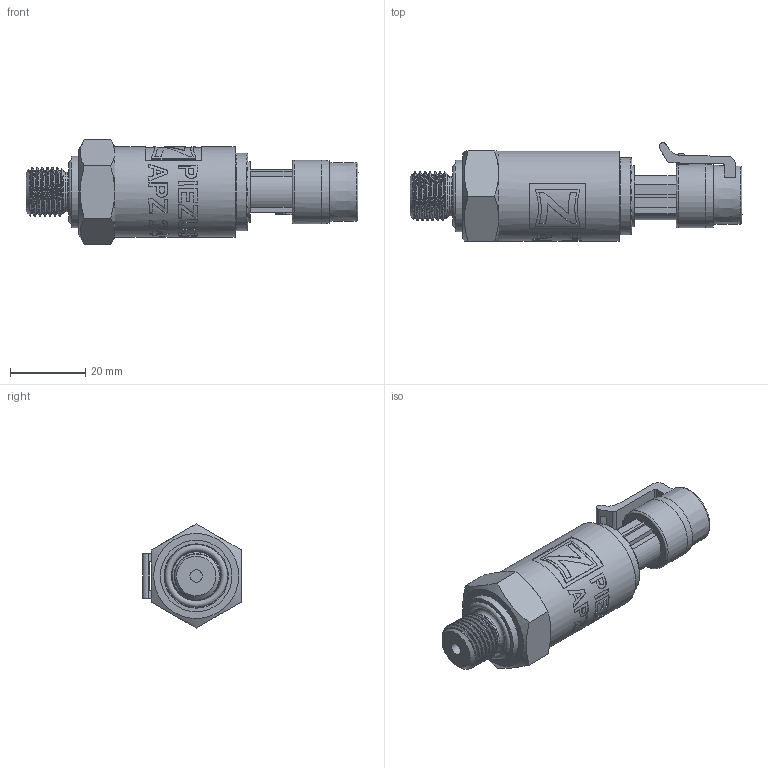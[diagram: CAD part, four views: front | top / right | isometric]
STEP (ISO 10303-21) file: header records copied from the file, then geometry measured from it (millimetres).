
FILE_DESCRIPTION(/* description */ (''),/* implementation_level */ '2;1');
FILE_NAME(/* name */ 'APZ2412_G1''4DIN_Packard.step',/* time_stamp */ '2021-06-11T16:31:10+03:00',/* author */ (''),/* organization */ (''),/* preprocessor_version */ 'ST-DEVELOPER v18.1',/* originating_system */ 'Autodesk Translation Framework v10.9.0.1377',/* authorisation */ '');
FILE_SCHEMA (('AUTOMOTIVE_DESIGN { 1 0 10303 214 3 1 1 }'));
Length unit declared in the file: millimetre
Products named in the file (4): APZ2412_G1'4DIN_Packard; G1/4 DIN; Packard male v12; Packard female v5
Assembly tree (3 placements, depth 2):
  APZ2412_G1'4DIN_Packard
    G1/4 DIN
    Packard male v12
    Packard female v5
Bounding box: 88.28 x 26.21 x 27.71 mm (x, y, z)
Volume: 26480.9 mm3; surface area: 13112.7 mm2
Topology: 11 solids, 11 shells, 494 faces, 1281 edges, 854 vertices
Faces by surface type: bspline 217, plane 169, cylinder 66, cone 28, torus 14
Full cylindrical faces by diameter (mm): 1.5 x3, 3.3 x1, 10.123 x1, 10.5 x1, 11.445 x6, 12 x1, 12.623 x2, 13.5 x1, 13.9 x1, 16.2 x1, 16.7 x1, 16.9 x1, 18 x2, 18.3 x1, 19 x1, 20 x2, 20.5 x1, 24 x1
Entity records: 22983 total; most frequent: CARTESIAN_POINT 11826, ORIENTED_EDGE 2562, DIRECTION 1744, EDGE_CURVE 1281, VERTEX_POINT 854, LINE 644, VECTOR 644, EDGE_LOOP 553
